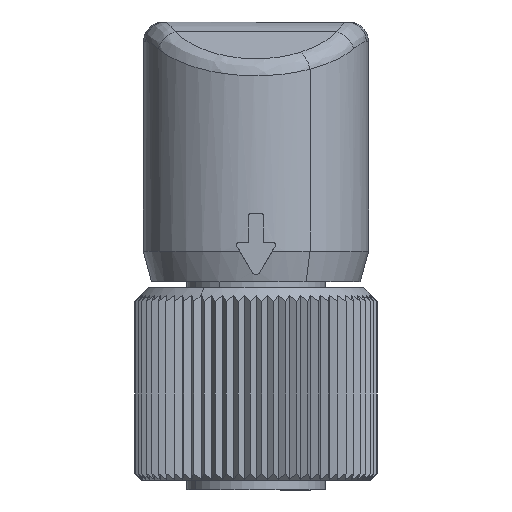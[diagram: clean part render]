
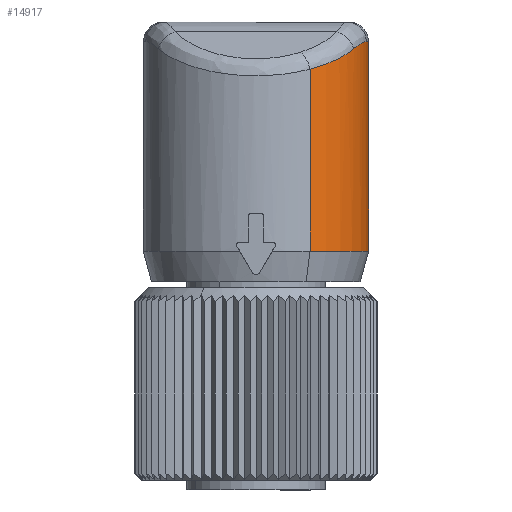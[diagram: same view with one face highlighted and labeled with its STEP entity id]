
A CAD part, front view. The second image highlights one B-rep face of the part: STEP entity #14917.
In plain terms, the highlighted cylindrical face has radius 4.6 mm (diameter 9.2 mm), a partial arc.
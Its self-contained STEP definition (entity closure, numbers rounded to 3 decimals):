
#14752=AXIS2_PLACEMENT_3D('Circle Axis2P3D',#14750,#14751,$) ;
#14791=AXIS2_PLACEMENT_3D('Cylinder Axis2P3D',#14788,#14789,#14790) ;
#14882=AXIS2_PLACEMENT_3D('Circle Axis2P3D',#14880,#14881,$) ;
#14750=CARTESIAN_POINT('Axis2P3D Location',(4.953,4.953,9.75)) ;
#14754=CARTESIAN_POINT('Vertex',(7.159,0.916,9.75)) ;
#14756=CARTESIAN_POINT('Vertex',(8.025,8.377,9.75)) ;
#14788=CARTESIAN_POINT('Axis2P3D Location',(4.953,4.953,13.8)) ;
#14793=CARTESIAN_POINT('Line Origine',(7.159,0.916,14.425)) ;
#14797=CARTESIAN_POINT('Vertex',(7.159,0.916,17.175)) ;
#14801=CARTESIAN_POINT('Control Point',(8.815,7.453,10.791)) ;
#14802=CARTESIAN_POINT('Control Point',(8.609,7.772,10.413)) ;
#14803=CARTESIAN_POINT('Control Point',(8.347,8.088,10.064)) ;
#14804=CARTESIAN_POINT('Control Point',(8.025,8.377,9.75)) ;
#14805=CARTESIAN_POINT('Vertex',(8.815,7.453,10.791)) ;
#14809=CARTESIAN_POINT('Control Point',(8.815,7.453,10.791)) ;
#14810=CARTESIAN_POINT('Control Point',(8.883,7.348,10.915)) ;
#14811=CARTESIAN_POINT('Control Point',(8.946,7.243,11.043)) ;
#14812=CARTESIAN_POINT('Control Point',(9.004,7.138,11.173)) ;
#14813=CARTESIAN_POINT('Control Point',(9.106,6.94,11.428)) ;
#14814=CARTESIAN_POINT('Control Point',(9.189,6.752,11.697)) ;
#14815=CARTESIAN_POINT('Control Point',(9.224,6.665,11.829)) ;
#14816=CARTESIAN_POINT('Control Point',(9.287,6.5,12.106)) ;
#14817=CARTESIAN_POINT('Control Point',(9.33,6.372,12.406)) ;
#14818=CARTESIAN_POINT('Control Point',(9.345,6.321,12.568)) ;
#14819=CARTESIAN_POINT('Control Point',(9.353,6.295,12.734)) ;
#14820=CARTESIAN_POINT('Control Point',(9.353,6.295,12.9)) ;
#14821=CARTESIAN_POINT('Vertex',(9.353,6.295,12.9)) ;
#14824=CARTESIAN_POINT('Line Origine',(9.353,6.295,14.425)) ;
#14828=CARTESIAN_POINT('Vertex',(9.353,6.295,15.74)) ;
#14832=CARTESIAN_POINT('Control Point',(6.463,9.298,18.059)) ;
#14833=CARTESIAN_POINT('Control Point',(6.773,9.191,18.067)) ;
#14834=CARTESIAN_POINT('Control Point',(7.064,9.059,18.038)) ;
#14835=CARTESIAN_POINT('Control Point',(7.33,8.908,17.983)) ;
#14836=CARTESIAN_POINT('Control Point',(7.759,8.619,17.852)) ;
#14837=CARTESIAN_POINT('Control Point',(8.117,8.303,17.676)) ;
#14838=CARTESIAN_POINT('Control Point',(8.262,8.159,17.592)) ;
#14839=CARTESIAN_POINT('Control Point',(8.536,7.856,17.406)) ;
#14840=CARTESIAN_POINT('Control Point',(8.762,7.543,17.196)) ;
#14841=CARTESIAN_POINT('Control Point',(8.867,7.381,17.082)) ;
#14842=CARTESIAN_POINT('Control Point',(9.006,7.14,16.905)) ;
#14843=CARTESIAN_POINT('Control Point',(9.122,6.902,16.706)) ;
#14844=CARTESIAN_POINT('Control Point',(9.157,6.825,16.64)) ;
#14845=CARTESIAN_POINT('Control Point',(9.208,6.705,16.527)) ;
#14846=CARTESIAN_POINT('Control Point',(9.253,6.59,16.402)) ;
#14847=CARTESIAN_POINT('Control Point',(9.269,6.548,16.353)) ;
#14848=CARTESIAN_POINT('Control Point',(9.305,6.448,16.225)) ;
#14849=CARTESIAN_POINT('Control Point',(9.333,6.362,16.075)) ;
#14850=CARTESIAN_POINT('Control Point',(9.347,6.316,15.973)) ;
#14851=CARTESIAN_POINT('Control Point',(9.353,6.295,15.856)) ;
#14852=CARTESIAN_POINT('Control Point',(9.353,6.295,15.74)) ;
#14853=CARTESIAN_POINT('Vertex',(6.463,9.298,18.059)) ;
#14857=CARTESIAN_POINT('Control Point',(3.443,9.298,18.059)) ;
#14858=CARTESIAN_POINT('Control Point',(4.17,9.551,18.041)) ;
#14859=CARTESIAN_POINT('Control Point',(4.953,9.642,18.035)) ;
#14860=CARTESIAN_POINT('Control Point',(5.737,9.551,18.041)) ;
#14861=CARTESIAN_POINT('Control Point',(6.463,9.298,18.059)) ;
#14862=CARTESIAN_POINT('Vertex',(3.443,9.298,18.059)) ;
#14866=CARTESIAN_POINT('Control Point',(3.443,9.298,18.059)) ;
#14867=CARTESIAN_POINT('Control Point',(3.195,9.212,18.065)) ;
#14868=CARTESIAN_POINT('Control Point',(2.962,9.107,18.043)) ;
#14869=CARTESIAN_POINT('Control Point',(2.748,8.99,18.004)) ;
#14870=CARTESIAN_POINT('Vertex',(2.748,8.99,18.004)) ;
#14873=CARTESIAN_POINT('Line Origine',(2.748,8.99,14.425)) ;
#14877=CARTESIAN_POINT('Vertex',(2.748,8.99,18.3)) ;
#14880=CARTESIAN_POINT('Axis2P3D Location',(4.953,4.953,18.3)) ;
#14884=CARTESIAN_POINT('Vertex',(9.451,3.99,18.3)) ;
#14888=CARTESIAN_POINT('Control Point',(9.451,3.99,18.3)) ;
#14889=CARTESIAN_POINT('Control Point',(9.374,3.631,18.3)) ;
#14890=CARTESIAN_POINT('Control Point',(9.259,3.279,18.247)) ;
#14891=CARTESIAN_POINT('Control Point',(9.109,2.952,18.146)) ;
#14892=CARTESIAN_POINT('Control Point',(8.94,2.658,18.005)) ;
#14893=CARTESIAN_POINT('Vertex',(8.94,2.658,18.005)) ;
#14897=CARTESIAN_POINT('Control Point',(7.159,0.916,17.175)) ;
#14898=CARTESIAN_POINT('Control Point',(7.73,1.229,17.323)) ;
#14899=CARTESIAN_POINT('Control Point',(8.231,1.643,17.521)) ;
#14900=CARTESIAN_POINT('Control Point',(8.635,2.128,17.752)) ;
#14901=CARTESIAN_POINT('Control Point',(8.94,2.658,18.005)) ;
#14751=DIRECTION('Axis2P3D Direction',(0.,0.,1.)) ;
#14789=DIRECTION('Axis2P3D Direction',(0.,0.,1.)) ;
#14790=DIRECTION('Axis2P3D XDirection',(0.479,-0.878,0.)) ;
#14794=DIRECTION('Vector Direction',(0.,0.,1.)) ;
#14825=DIRECTION('Vector Direction',(0.,0.,1.)) ;
#14874=DIRECTION('Vector Direction',(0.,0.,1.)) ;
#14881=DIRECTION('Axis2P3D Direction',(0.,0.,1.)) ;
#14795=VECTOR('Line Direction',#14794,1.) ;
#14826=VECTOR('Line Direction',#14825,1.) ;
#14875=VECTOR('Line Direction',#14874,1.) ;
#14904=ORIENTED_EDGE('',*,*,#14799,.T.) ;
#14905=ORIENTED_EDGE('',*,*,#14758,.T.) ;
#14906=ORIENTED_EDGE('',*,*,#14807,.F.) ;
#14907=ORIENTED_EDGE('',*,*,#14823,.T.) ;
#14908=ORIENTED_EDGE('',*,*,#14830,.F.) ;
#14909=ORIENTED_EDGE('',*,*,#14855,.F.) ;
#14910=ORIENTED_EDGE('',*,*,#14864,.F.) ;
#14911=ORIENTED_EDGE('',*,*,#14872,.F.) ;
#14912=ORIENTED_EDGE('',*,*,#14879,.T.) ;
#14913=ORIENTED_EDGE('',*,*,#14886,.F.) ;
#14914=ORIENTED_EDGE('',*,*,#14895,.F.) ;
#14915=ORIENTED_EDGE('',*,*,#14902,.F.) ;
#14917=ADVANCED_FACE('Hauptkoerper',(#14916),#14792,.T.) ;
#14800=B_SPLINE_CURVE_WITH_KNOTS('',3,(#14801,#14802,#14803,#14804),.UNSPECIFIED.,.F.,.U.,(4,4),(0.,2.268),.UNSPECIFIED.) ;
#14808=B_SPLINE_CURVE_WITH_KNOTS('',5,(#14809,#14810,#14811,#14812,#14813,#14814,#14815,#14816,#14817,#14818,#14819,#14820),.UNSPECIFIED.,.F.,.U.,(6,3,3,6),(0.,1.251,2.393,3.568),.UNSPECIFIED.) ;
#14831=B_SPLINE_CURVE_WITH_KNOTS('',5,(#14832,#14833,#14834,#14835,#14836,#14837,#14838,#14839,#14840,#14841,#14842,#14843,#14844,#14845,#14846,#14847,#14848,#14849,#14850,#14851,#14852),.UNSPECIFIED.,.F.,.U.,(6,3,3,3,3,3,6),(0.,2.24,4.018,5.91,6.821,7.358,8.15),.UNSPECIFIED.) ;
#14856=B_SPLINE_CURVE_WITH_KNOTS('',4,(#14857,#14858,#14859,#14860,#14861),.UNSPECIFIED.,.F.,.U.,(5,5),(1.077,5.429),.UNSPECIFIED.) ;
#14865=B_SPLINE_CURVE_WITH_KNOTS('',3,(#14866,#14867,#14868,#14869),.UNSPECIFIED.,.F.,.U.,(4,4),(0.,1.077),.UNSPECIFIED.) ;
#14887=B_SPLINE_CURVE_WITH_KNOTS('',4,(#14888,#14889,#14890,#14891,#14892),.UNSPECIFIED.,.F.,.U.,(5,5),(11.156,13.352),.UNSPECIFIED.) ;
#14896=B_SPLINE_CURVE_WITH_KNOTS('',4,(#14897,#14898,#14899,#14900,#14901),.UNSPECIFIED.,.F.,.U.,(5,5),(0.,3.481),.UNSPECIFIED.) ;
#14753=CIRCLE('generated circle',#14752,4.6) ;
#14883=CIRCLE('generated circle',#14882,4.6) ;
#14792=CYLINDRICAL_SURFACE('generated cylinder',#14791,4.6) ;
#14758=EDGE_CURVE('',#14755,#14757,#14753,.T.) ;
#14799=EDGE_CURVE('',#14798,#14755,#14796,.F.) ;
#14807=EDGE_CURVE('',#14806,#14757,#14800,.T.) ;
#14823=EDGE_CURVE('',#14806,#14822,#14808,.T.) ;
#14830=EDGE_CURVE('',#14829,#14822,#14827,.F.) ;
#14855=EDGE_CURVE('',#14854,#14829,#14831,.T.) ;
#14864=EDGE_CURVE('',#14863,#14854,#14856,.T.) ;
#14872=EDGE_CURVE('',#14871,#14863,#14865,.F.) ;
#14879=EDGE_CURVE('',#14871,#14878,#14876,.T.) ;
#14886=EDGE_CURVE('',#14885,#14878,#14883,.T.) ;
#14895=EDGE_CURVE('',#14894,#14885,#14887,.F.) ;
#14902=EDGE_CURVE('',#14798,#14894,#14896,.T.) ;
#14903=EDGE_LOOP('',(#14904,#14905,#14906,#14907,#14908,#14909,#14910,#14911,#14912,#14913,#14914,#14915)) ;
#14916=FACE_OUTER_BOUND('',#14903,.T.) ;
#14796=LINE('Line',#14793,#14795) ;
#14827=LINE('Line',#14824,#14826) ;
#14876=LINE('Line',#14873,#14875) ;
#14755=VERTEX_POINT('',#14754) ;
#14757=VERTEX_POINT('',#14756) ;
#14798=VERTEX_POINT('',#14797) ;
#14806=VERTEX_POINT('',#14805) ;
#14822=VERTEX_POINT('',#14821) ;
#14829=VERTEX_POINT('',#14828) ;
#14854=VERTEX_POINT('',#14853) ;
#14863=VERTEX_POINT('',#14862) ;
#14871=VERTEX_POINT('',#14870) ;
#14878=VERTEX_POINT('',#14877) ;
#14885=VERTEX_POINT('',#14884) ;
#14894=VERTEX_POINT('',#14893) ;
